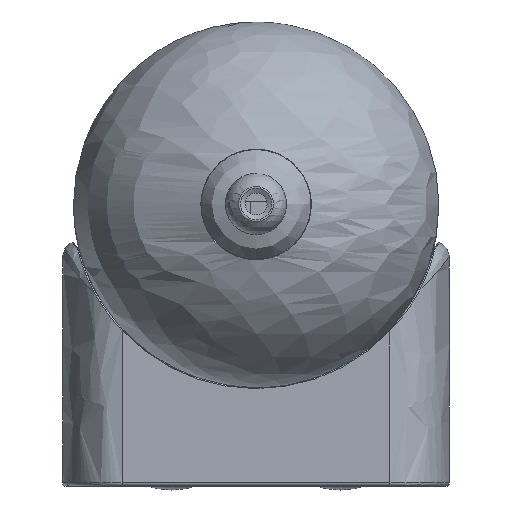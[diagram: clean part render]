
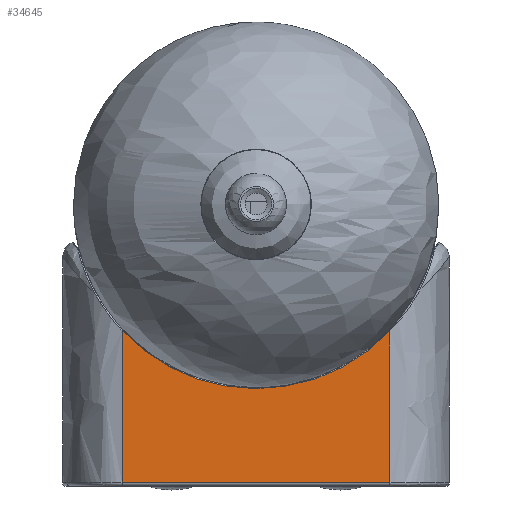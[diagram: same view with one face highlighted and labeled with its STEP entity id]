
A CAD part, top view. The second image highlights one B-rep face of the part: STEP entity #34645.
In plain terms, the highlighted planar face has unit normal (0, 0, 1).
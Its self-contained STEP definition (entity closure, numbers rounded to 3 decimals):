
#1805=PLANE('',#36979);
#3091=FACE_OUTER_BOUND('',#5229,.T.);
#5229=EDGE_LOOP('',(#24761,#24762,#24763,#24764));
#7474=LINE('',#54881,#10478);
#7475=LINE('',#55013,#10479);
#7494=LINE('',#56121,#10498);
#10478=VECTOR('',#41273,9.987);
#10479=VECTOR('',#41274,9.987);
#10498=VECTOR('',#41345,10.);
#13474=CIRCLE('',#36943,50.3);
#15205=VERTEX_POINT('',#54433);
#15211=VERTEX_POINT('',#54560);
#15224=VERTEX_POINT('',#54866);
#15225=VERTEX_POINT('',#55012);
#18733=EDGE_CURVE('',#15211,#15205,#13474,.T.);
#18759=EDGE_CURVE('',#15224,#15211,#7474,.T.);
#18762=EDGE_CURVE('',#15225,#15205,#7475,.T.);
#18814=EDGE_CURVE('',#15225,#15224,#7494,.T.);
#24761=ORIENTED_EDGE('',*,*,#18733,.F.);
#24762=ORIENTED_EDGE('',*,*,#18759,.F.);
#24763=ORIENTED_EDGE('',*,*,#18814,.F.);
#24764=ORIENTED_EDGE('',*,*,#18762,.T.);
#34645=ADVANCED_FACE('',(#3091),#1805,.F.);
#36943=AXIS2_PLACEMENT_3D('',#54562,#41250,#41251);
#36979=AXIS2_PLACEMENT_3D('',#56122,#41346,#41347);
#41250=DIRECTION('center_axis',(0.,0.,1.));
#41251=DIRECTION('ref_axis',(-0.002,-1.,0.));
#41273=DIRECTION('',(0.,1.,0.));
#41274=DIRECTION('',(0.,1.,0.));
#41345=DIRECTION('',(-1.,0.,0.));
#41346=DIRECTION('center_axis',(0.,0.,-1.));
#41347=DIRECTION('ref_axis',(-1.,0.,0.));
#54433=CARTESIAN_POINT('',(-163.364,65.482,131.001));
#54560=CARTESIAN_POINT('',(-236.686,65.64,131.001));
#54562=CARTESIAN_POINT('Origin',(-199.951,100.,131.001));
#54866=CARTESIAN_POINT('',(-236.686,24.,131.001));
#54881=CARTESIAN_POINT('',(-236.686,55.989,131.001));
#55012=CARTESIAN_POINT('',(-163.364,24.,131.001));
#55013=CARTESIAN_POINT('',(-163.364,55.989,131.001));
#56121=CARTESIAN_POINT('',(-187.295,24.,131.001));
#56122=CARTESIAN_POINT('Origin',(-200.025,55.989,131.001));
